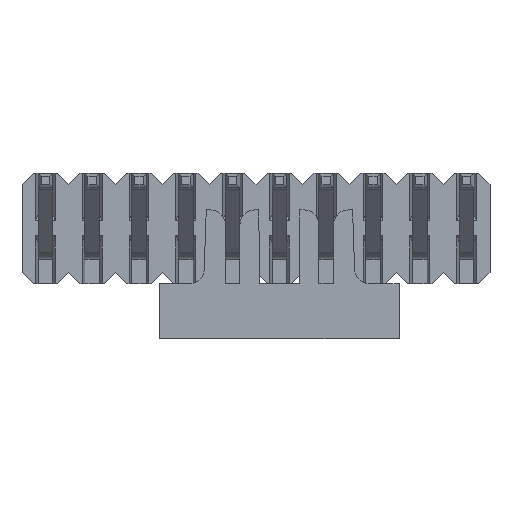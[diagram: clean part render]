
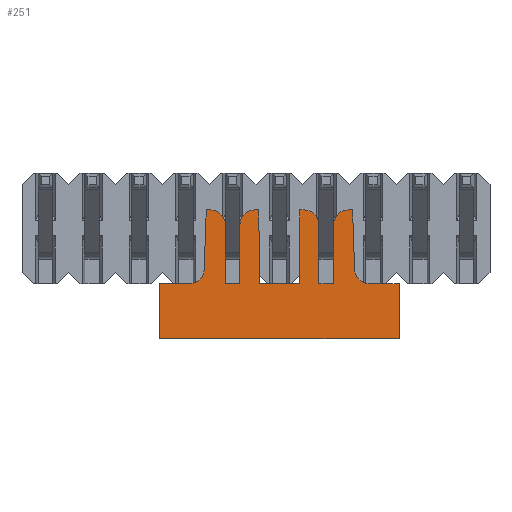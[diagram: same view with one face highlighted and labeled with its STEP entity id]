
A CAD part, front view. The second image highlights one B-rep face of the part: STEP entity #251.
In plain terms, the highlighted planar face has unit normal (0, -1, 0).
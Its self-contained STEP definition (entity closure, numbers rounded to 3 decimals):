
#30=CARTESIAN_POINT('',(6.35,-1.25,-1.5));
#31=DIRECTION('',(1.,0.,0.));
#32=DIRECTION('',(0.,-1.,0.));
#33=AXIS2_PLACEMENT_3D('',#30,#32,#31);
#34=PLANE('',#33);
#35=CARTESIAN_POINT('',(3.1,-1.25,-1.5));
#36=VERTEX_POINT('',#35);
#37=CARTESIAN_POINT('',(3.1,-1.25,-3.));
#38=VERTEX_POINT('',#37);
#39=CARTESIAN_POINT('',(3.1,-1.25,-1.5));
#40=DIRECTION('',(0.,0.,-1.));
#41=VECTOR('',#40,1.5);
#42=LINE('',#39,#41);
#43=EDGE_CURVE('',#36,#38,#42,.T.);
#44=ORIENTED_EDGE('',*,*,#43,.T.);
#45=CARTESIAN_POINT('',(9.6,-1.25,-3.));
#46=VERTEX_POINT('',#45);
#47=CARTESIAN_POINT('',(3.1,-1.25,-3.));
#48=DIRECTION('',(1.,0.,0.));
#49=VECTOR('',#48,6.5);
#50=LINE('',#47,#49);
#51=EDGE_CURVE('',#38,#46,#50,.T.);
#52=ORIENTED_EDGE('',*,*,#51,.T.);
#53=CARTESIAN_POINT('',(9.6,-1.25,-1.5));
#54=VERTEX_POINT('',#53);
#55=CARTESIAN_POINT('',(9.6,-1.25,-3.));
#56=DIRECTION('',(0.,0.,1.));
#57=VECTOR('',#56,1.5);
#58=LINE('',#55,#57);
#59=EDGE_CURVE('',#46,#54,#58,.T.);
#60=ORIENTED_EDGE('',*,*,#59,.T.);
#61=CARTESIAN_POINT('',(8.791,-1.25,-1.5));
#62=VERTEX_POINT('',#61);
#63=CARTESIAN_POINT('',(9.6,-1.25,-1.5));
#64=DIRECTION('',(-1.,0.,0.));
#65=VECTOR('',#64,0.809);
#66=LINE('',#63,#65);
#67=EDGE_CURVE('',#54,#62,#66,.T.);
#68=ORIENTED_EDGE('',*,*,#67,.T.);
#69=CARTESIAN_POINT('',(8.391,-1.25,-1.114));
#70=VERTEX_POINT('',#69);
#71=CARTESIAN_POINT('',(8.791,-1.25,-1.1));
#72=DIRECTION('',(0.,0.,-1.));
#73=DIRECTION('',(0.,1.,-0.));
#74=AXIS2_PLACEMENT_3D('',#71,#73,#72);
#75=CIRCLE('',#74,0.4);
#76=EDGE_CURVE('',#62,#70,#75,.T.);
#77=ORIENTED_EDGE('',*,*,#76,.T.);
#78=CARTESIAN_POINT('',(8.335,-1.25,0.5));
#79=VERTEX_POINT('',#78);
#80=CARTESIAN_POINT('',(8.391,-1.25,-1.114));
#81=DIRECTION('',(-0.035,0.,0.999));
#82=VECTOR('',#81,1.615);
#83=LINE('',#80,#82);
#84=EDGE_CURVE('',#70,#79,#83,.T.);
#85=ORIENTED_EDGE('',*,*,#84,.T.);
#86=CARTESIAN_POINT('',(8.22,-1.25,0.5));
#87=VERTEX_POINT('',#86);
#88=CARTESIAN_POINT('',(8.335,-1.25,0.5));
#89=DIRECTION('',(-1.,0.,0.));
#90=VECTOR('',#89,0.115);
#91=LINE('',#88,#90);
#92=EDGE_CURVE('',#79,#87,#91,.T.);
#93=ORIENTED_EDGE('',*,*,#92,.T.);
#94=CARTESIAN_POINT('',(7.82,-1.25,0.1));
#95=VERTEX_POINT('',#94);
#96=CARTESIAN_POINT('',(8.22,-1.25,0.1));
#97=DIRECTION('',(0.,0.,1.));
#98=DIRECTION('',(0.,-1.,-0.));
#99=AXIS2_PLACEMENT_3D('',#96,#98,#97);
#100=CIRCLE('',#99,0.4);
#101=EDGE_CURVE('',#87,#95,#100,.T.);
#102=ORIENTED_EDGE('',*,*,#101,.T.);
#103=CARTESIAN_POINT('',(7.82,-1.25,-1.5));
#104=VERTEX_POINT('',#103);
#105=CARTESIAN_POINT('',(7.82,-1.25,0.1));
#106=DIRECTION('',(0.,0.,-1.));
#107=VECTOR('',#106,1.6);
#108=LINE('',#105,#107);
#109=EDGE_CURVE('',#95,#104,#108,.T.);
#110=ORIENTED_EDGE('',*,*,#109,.T.);
#111=CARTESIAN_POINT('',(7.42,-1.25,-1.5));
#112=VERTEX_POINT('',#111);
#113=CARTESIAN_POINT('',(7.82,-1.25,-1.5));
#114=DIRECTION('',(-1.,0.,0.));
#115=VECTOR('',#114,0.4);
#116=LINE('',#113,#115);
#117=EDGE_CURVE('',#104,#112,#116,.T.);
#118=ORIENTED_EDGE('',*,*,#117,.T.);
#119=CARTESIAN_POINT('',(7.42,-1.25,0.1));
#120=VERTEX_POINT('',#119);
#121=CARTESIAN_POINT('',(7.42,-1.25,-1.5));
#122=DIRECTION('',(0.,0.,1.));
#123=VECTOR('',#122,1.6);
#124=LINE('',#121,#123);
#125=EDGE_CURVE('',#112,#120,#124,.T.);
#126=ORIENTED_EDGE('',*,*,#125,.T.);
#127=CARTESIAN_POINT('',(7.02,-1.25,0.5));
#128=VERTEX_POINT('',#127);
#129=CARTESIAN_POINT('',(7.02,-1.25,0.1));
#130=DIRECTION('',(1.,0.,0.));
#131=DIRECTION('',(-0.,-1.,0.));
#132=AXIS2_PLACEMENT_3D('',#129,#131,#130);
#133=CIRCLE('',#132,0.4);
#134=EDGE_CURVE('',#120,#128,#133,.T.);
#135=ORIENTED_EDGE('',*,*,#134,.T.);
#136=CARTESIAN_POINT('',(6.905,-1.25,0.5));
#137=VERTEX_POINT('',#136);
#138=CARTESIAN_POINT('',(7.02,-1.25,0.5));
#139=DIRECTION('',(-1.,0.,0.));
#140=VECTOR('',#139,0.115);
#141=LINE('',#138,#140);
#142=EDGE_CURVE('',#128,#137,#141,.T.);
#143=ORIENTED_EDGE('',*,*,#142,.T.);
#144=CARTESIAN_POINT('',(6.9,-1.25,-1.5));
#145=VERTEX_POINT('',#144);
#146=CARTESIAN_POINT('',(6.905,-1.25,0.5));
#147=DIRECTION('',(-0.002,0.,-1.));
#148=VECTOR('',#147,2.);
#149=LINE('',#146,#148);
#150=EDGE_CURVE('',#137,#145,#149,.T.);
#151=ORIENTED_EDGE('',*,*,#150,.T.);
#152=CARTESIAN_POINT('',(5.8,-1.25,-1.5));
#153=VERTEX_POINT('',#152);
#154=CARTESIAN_POINT('',(6.9,-1.25,-1.5));
#155=DIRECTION('',(-1.,0.,0.));
#156=VECTOR('',#155,1.1);
#157=LINE('',#154,#156);
#158=EDGE_CURVE('',#145,#153,#157,.T.);
#159=ORIENTED_EDGE('',*,*,#158,.T.);
#160=CARTESIAN_POINT('',(5.795,-1.25,0.5));
#161=VERTEX_POINT('',#160);
#162=CARTESIAN_POINT('',(5.8,-1.25,-1.5));
#163=DIRECTION('',(-0.002,0.,1.));
#164=VECTOR('',#163,2.);
#165=LINE('',#162,#164);
#166=EDGE_CURVE('',#153,#161,#165,.T.);
#167=ORIENTED_EDGE('',*,*,#166,.T.);
#168=CARTESIAN_POINT('',(5.68,-1.25,0.5));
#169=VERTEX_POINT('',#168);
#170=CARTESIAN_POINT('',(5.795,-1.25,0.5));
#171=DIRECTION('',(-1.,0.,0.));
#172=VECTOR('',#171,0.115);
#173=LINE('',#170,#172);
#174=EDGE_CURVE('',#161,#169,#173,.T.);
#175=ORIENTED_EDGE('',*,*,#174,.T.);
#176=CARTESIAN_POINT('',(5.28,-1.25,0.1));
#177=VERTEX_POINT('',#176);
#178=CARTESIAN_POINT('',(5.68,-1.25,0.1));
#179=DIRECTION('',(0.,0.,1.));
#180=DIRECTION('',(0.,-1.,-0.));
#181=AXIS2_PLACEMENT_3D('',#178,#180,#179);
#182=CIRCLE('',#181,0.4);
#183=EDGE_CURVE('',#169,#177,#182,.T.);
#184=ORIENTED_EDGE('',*,*,#183,.T.);
#185=CARTESIAN_POINT('',(5.28,-1.25,-1.5));
#186=VERTEX_POINT('',#185);
#187=CARTESIAN_POINT('',(5.28,-1.25,0.1));
#188=DIRECTION('',(0.,0.,-1.));
#189=VECTOR('',#188,1.6);
#190=LINE('',#187,#189);
#191=EDGE_CURVE('',#177,#186,#190,.T.);
#192=ORIENTED_EDGE('',*,*,#191,.T.);
#193=CARTESIAN_POINT('',(4.88,-1.25,-1.5));
#194=VERTEX_POINT('',#193);
#195=CARTESIAN_POINT('',(5.28,-1.25,-1.5));
#196=DIRECTION('',(-1.,0.,0.));
#197=VECTOR('',#196,0.4);
#198=LINE('',#195,#197);
#199=EDGE_CURVE('',#186,#194,#198,.T.);
#200=ORIENTED_EDGE('',*,*,#199,.T.);
#201=CARTESIAN_POINT('',(4.88,-1.25,0.1));
#202=VERTEX_POINT('',#201);
#203=CARTESIAN_POINT('',(4.88,-1.25,-1.5));
#204=DIRECTION('',(0.,0.,1.));
#205=VECTOR('',#204,1.6);
#206=LINE('',#203,#205);
#207=EDGE_CURVE('',#194,#202,#206,.T.);
#208=ORIENTED_EDGE('',*,*,#207,.T.);
#209=CARTESIAN_POINT('',(4.48,-1.25,0.5));
#210=VERTEX_POINT('',#209);
#211=CARTESIAN_POINT('',(4.48,-1.25,0.1));
#212=DIRECTION('',(1.,0.,0.));
#213=DIRECTION('',(-0.,-1.,0.));
#214=AXIS2_PLACEMENT_3D('',#211,#213,#212);
#215=CIRCLE('',#214,0.4);
#216=EDGE_CURVE('',#202,#210,#215,.T.);
#217=ORIENTED_EDGE('',*,*,#216,.T.);
#218=CARTESIAN_POINT('',(4.365,-1.25,0.5));
#219=VERTEX_POINT('',#218);
#220=CARTESIAN_POINT('',(4.48,-1.25,0.5));
#221=DIRECTION('',(-1.,0.,0.));
#222=VECTOR('',#221,0.115);
#223=LINE('',#220,#222);
#224=EDGE_CURVE('',#210,#219,#223,.T.);
#225=ORIENTED_EDGE('',*,*,#224,.T.);
#226=CARTESIAN_POINT('',(4.309,-1.25,-1.114));
#227=VERTEX_POINT('',#226);
#228=CARTESIAN_POINT('',(4.365,-1.25,0.5));
#229=DIRECTION('',(-0.035,0.,-0.999));
#230=VECTOR('',#229,1.615);
#231=LINE('',#228,#230);
#232=EDGE_CURVE('',#219,#227,#231,.T.);
#233=ORIENTED_EDGE('',*,*,#232,.T.);
#234=CARTESIAN_POINT('',(3.909,-1.25,-1.5));
#235=VERTEX_POINT('',#234);
#236=CARTESIAN_POINT('',(3.909,-1.25,-1.1));
#237=DIRECTION('',(0.999,0.,-0.035));
#238=DIRECTION('',(0.,1.,0.));
#239=AXIS2_PLACEMENT_3D('',#236,#238,#237);
#240=CIRCLE('',#239,0.4);
#241=EDGE_CURVE('',#227,#235,#240,.T.);
#242=ORIENTED_EDGE('',*,*,#241,.T.);
#243=CARTESIAN_POINT('',(3.909,-1.25,-1.5));
#244=DIRECTION('',(-1.,0.,0.));
#245=VECTOR('',#244,0.809);
#246=LINE('',#243,#245);
#247=EDGE_CURVE('',#235,#36,#246,.T.);
#248=ORIENTED_EDGE('',*,*,#247,.T.);
#249=EDGE_LOOP('',(#44,#52,#60,#68,#77,#85,#93,#102,#110,#118,#126,#135,#143,#151,#159,#167,#175,#184,#192,#200,#208,#217,#225,#233,#242,#248));
#250=FACE_OUTER_BOUND('',#249,.T.);
#251=ADVANCED_FACE('',(#250),#34,.T.);
